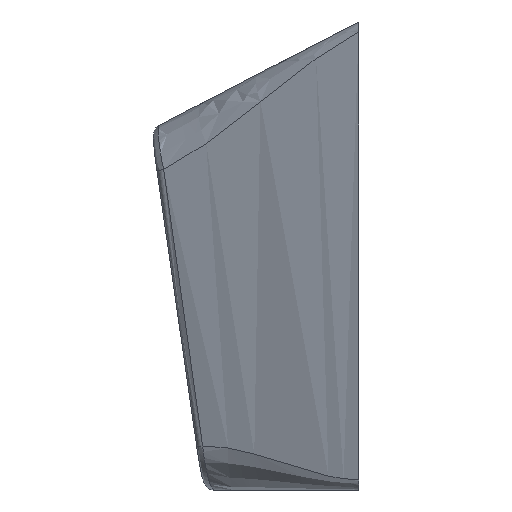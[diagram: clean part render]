
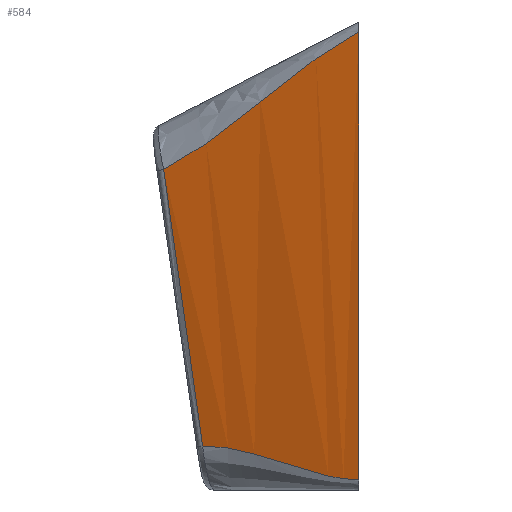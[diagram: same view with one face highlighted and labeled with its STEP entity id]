
A CAD part, left-side view. The second image highlights one B-rep face of the part: STEP entity #584.
In plain terms, the highlighted free-form (B-spline) face has degree [3, 1] with [6, 2] control points.
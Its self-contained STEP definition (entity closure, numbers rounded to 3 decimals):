
#367=VERTEX_POINT('',#368);
#368=CARTESIAN_POINT('',(0.0,0.0,-0.379));
#380=EDGE_CURVE('',#367,#381,#383,.F.);
#381=VERTEX_POINT('',#382);
#382=CARTESIAN_POINT('',(0.0,0.0,-17.6));
#383=LINE('',#384,#385);
#384=CARTESIAN_POINT('',(0.0,0.0,0.0));
#385=VECTOR('',#386,1.0);
#386=DIRECTION('',(0.0,0.0,1.0));
#584=ADVANCED_FACE('',(#585),#692,.F.);
#585=FACE_BOUND('',#586,.T.);
#586=EDGE_LOOP('',(#587,#629,#644,#691));
#587=ORIENTED_EDGE('',*,*,#588,.T.);
#588=EDGE_CURVE('',#367,#589,#591,.T.);
#589=VERTEX_POINT('',#590);
#590=CARTESIAN_POINT('',(2.898,7.498,-5.677));
#591=B_SPLINE_CURVE_WITH_KNOTS('',4,(#592,#593,#594,#595,#596,#597,#598,#599,#600,#601,#602,#603,#604,#605,#606,#607,#608,#609,#610,#611,#612,#613,#614,#615,#616,#617,#618,#619,#620,#621,#622,#623,#624,#625,#626,#627,#628),.UNSPECIFIED.,.F.,.U.,(5,4,4,4,4,4,4,4,4,5),(0.0,0.125,0.25,0.375,0.5,0.625,0.75,0.875,0.938,0.981),.UNSPECIFIED.);
#592=CARTESIAN_POINT('',(0.,0.,-0.379));
#593=CARTESIAN_POINT('',(0.093,0.246,-0.511));
#594=CARTESIAN_POINT('',(0.187,0.496,-0.655));
#595=CARTESIAN_POINT('',(0.283,0.75,-0.811));
#596=CARTESIAN_POINT('',(0.38,1.007,-0.979));
#597=CARTESIAN_POINT('',(0.468,1.239,-1.131));
#598=CARTESIAN_POINT('',(0.559,1.479,-1.295));
#599=CARTESIAN_POINT('',(0.652,1.725,-1.471));
#600=CARTESIAN_POINT('',(0.749,1.978,-1.657));
#601=CARTESIAN_POINT('',(0.831,2.194,-1.817));
#602=CARTESIAN_POINT('',(0.919,2.424,-1.992));
#603=CARTESIAN_POINT('',(1.012,2.668,-2.182));
#604=CARTESIAN_POINT('',(1.112,2.926,-2.387));
#605=CARTESIAN_POINT('',(1.178,3.099,-2.524));
#606=CARTESIAN_POINT('',(1.261,3.314,-2.696));
#607=CARTESIAN_POINT('',(1.36,3.569,-2.902));
#608=CARTESIAN_POINT('',(1.474,3.863,-3.139));
#609=CARTESIAN_POINT('',(1.606,4.202,-3.412));
#610=CARTESIAN_POINT('',(1.711,4.471,-3.627));
#611=CARTESIAN_POINT('',(1.789,4.671,-3.784));
#612=CARTESIAN_POINT('',(1.841,4.803,-3.887));
#613=CARTESIAN_POINT('',(1.946,5.069,-4.094));
#614=CARTESIAN_POINT('',(2.043,5.317,-4.282));
#615=CARTESIAN_POINT('',(2.133,5.546,-4.451));
#616=CARTESIAN_POINT('',(2.216,5.757,-4.6));
#617=CARTESIAN_POINT('',(2.319,6.019,-4.786));
#618=CARTESIAN_POINT('',(2.418,6.269,-4.956));
#619=CARTESIAN_POINT('',(2.512,6.509,-5.111));
#620=CARTESIAN_POINT('',(2.602,6.739,-5.251));
#621=CARTESIAN_POINT('',(2.651,6.865,-5.327));
#622=CARTESIAN_POINT('',(2.701,6.992,-5.401));
#623=CARTESIAN_POINT('',(2.75,7.118,-5.473));
#624=CARTESIAN_POINT('',(2.8,7.245,-5.542));
#625=CARTESIAN_POINT('',(2.8,7.247,-5.543));
#626=CARTESIAN_POINT('',(2.817,7.289,-5.565));
#627=CARTESIAN_POINT('',(2.85,7.373,-5.61));
#628=CARTESIAN_POINT('',(2.898,7.498,-5.677));
#629=ORIENTED_EDGE('',*,*,#630,.T.);
#630=EDGE_CURVE('',#589,#631,#633,.T.);
#631=VERTEX_POINT('',#632);
#632=CARTESIAN_POINT('',(2.884,6.001,-16.306));
#633=B_SPLINE_CURVE_WITH_KNOTS('',3,(#634,#635,#636,#637,#638,#639,#640,#641,#642,#643),.UNSPECIFIED.,.F.,.U.,(4,2,2,2,4),(-4.768,0.,5.966,10.734,15.502),.UNSPECIFIED.);
#634=CARTESIAN_POINT('',(2.904,8.166,-0.957));
#635=CARTESIAN_POINT('',(2.902,7.943,-2.53));
#636=CARTESIAN_POINT('',(2.9,7.72,-4.104));
#637=CARTESIAN_POINT('',(2.896,7.219,-7.646));
#638=CARTESIAN_POINT('',(2.893,6.941,-9.615));
#639=CARTESIAN_POINT('',(2.888,6.442,-13.158));
#640=CARTESIAN_POINT('',(2.886,6.221,-14.732));
#641=CARTESIAN_POINT('',(2.882,5.78,-17.88));
#642=CARTESIAN_POINT('',(2.88,5.561,-19.454));
#643=CARTESIAN_POINT('',(2.878,5.342,-21.028));
#644=ORIENTED_EDGE('',*,*,#645,.T.);
#645=EDGE_CURVE('',#631,#381,#646,.T.);
#646=B_SPLINE_CURVE_WITH_KNOTS('',4,(#647,#648,#649,#650,#651,#652,#653,#654,#655,#656,#657,#658,#659,#660,#661,#662,#663,#664,#665,#666,#667,#668,#669,#670,#671,#672,#673,#674,#675,#676,#677,#678,#679,#680,#681,#682,#683,#684,#685,#686,#687,#688,#689,#690),.UNSPECIFIED.,.F.,.U.,(5,4,4,4,4,4,4,3,4,4,4,5),(0.039,0.063,0.125,0.25,0.375,0.438,0.5,0.507,0.625,0.75,0.875,1.0),.UNSPECIFIED.);
#647=CARTESIAN_POINT('',(2.884,6.001,-16.306));
#648=CARTESIAN_POINT('',(2.866,5.963,-16.306));
#649=CARTESIAN_POINT('',(2.848,5.925,-16.306));
#650=CARTESIAN_POINT('',(2.831,5.888,-16.306));
#651=CARTESIAN_POINT('',(2.813,5.852,-16.307));
#652=CARTESIAN_POINT('',(2.769,5.757,-16.308));
#653=CARTESIAN_POINT('',(2.723,5.66,-16.313));
#654=CARTESIAN_POINT('',(2.676,5.562,-16.319));
#655=CARTESIAN_POINT('',(2.628,5.461,-16.329));
#656=CARTESIAN_POINT('',(2.544,5.282,-16.346));
#657=CARTESIAN_POINT('',(2.455,5.092,-16.372));
#658=CARTESIAN_POINT('',(2.36,4.891,-16.407));
#659=CARTESIAN_POINT('',(2.261,4.679,-16.452));
#660=CARTESIAN_POINT('',(2.184,4.514,-16.488));
#661=CARTESIAN_POINT('',(2.097,4.329,-16.532));
#662=CARTESIAN_POINT('',(2.,4.123,-16.587));
#663=CARTESIAN_POINT('',(1.894,3.898,-16.653));
#664=CARTESIAN_POINT('',(1.858,3.821,-16.675));
#665=CARTESIAN_POINT('',(1.815,3.731,-16.702));
#666=CARTESIAN_POINT('',(1.765,3.626,-16.735));
#667=CARTESIAN_POINT('',(1.709,3.508,-16.772));
#668=CARTESIAN_POINT('',(1.625,3.33,-16.828));
#669=CARTESIAN_POINT('',(1.566,3.207,-16.868));
#670=CARTESIAN_POINT('',(1.532,3.136,-16.891));
#671=CARTESIAN_POINT('',(1.524,3.118,-16.897));
#672=CARTESIAN_POINT('',(1.518,3.105,-16.901));
#673=CARTESIAN_POINT('',(1.512,3.093,-16.905));
#674=CARTESIAN_POINT('',(1.506,3.081,-16.909));
#675=CARTESIAN_POINT('',(1.397,2.853,-16.984));
#676=CARTESIAN_POINT('',(1.304,2.66,-17.047));
#677=CARTESIAN_POINT('',(1.222,2.488,-17.103));
#678=CARTESIAN_POINT('',(1.149,2.338,-17.15));
#679=CARTESIAN_POINT('',(1.047,2.128,-17.217));
#680=CARTESIAN_POINT('',(0.95,1.928,-17.277));
#681=CARTESIAN_POINT('',(0.858,1.738,-17.33));
#682=CARTESIAN_POINT('',(0.77,1.559,-17.376));
#683=CARTESIAN_POINT('',(0.67,1.354,-17.429));
#684=CARTESIAN_POINT('',(0.572,1.156,-17.474));
#685=CARTESIAN_POINT('',(0.478,0.964,-17.511));
#686=CARTESIAN_POINT('',(0.386,0.779,-17.539));
#687=CARTESIAN_POINT('',(0.288,0.581,-17.569));
#688=CARTESIAN_POINT('',(0.191,0.386,-17.589));
#689=CARTESIAN_POINT('',(0.095,0.192,-17.6));
#690=CARTESIAN_POINT('',(0.,0.,-17.6));
#691=ORIENTED_EDGE('',*,*,#380,.F.);
#692=B_SPLINE_SURFACE_WITH_KNOTS('',3,1,((#693,#694),(#695,#696),(#697,#698),(#699,#700),(#701,#702),(#703,#704)),.UNSPECIFIED.,.F.,.F.,.U.,(4,2,4),(2,2),(0.0,0.5,1.0),(0.0,1.0),.UNSPECIFIED.);
#693=CARTESIAN_POINT('',(3.0,8.0,-4.144));
#694=CARTESIAN_POINT('',(3.0,6.0,-18.0));
#695=CARTESIAN_POINT('',(2.5,6.667,-3.453));
#696=CARTESIAN_POINT('',(2.5,5.0,-18.0));
#697=CARTESIAN_POINT('',(2.0,5.333,-2.762));
#698=CARTESIAN_POINT('',(2.0,4.0,-18.0));
#699=CARTESIAN_POINT('',(1.0,2.667,-1.381));
#700=CARTESIAN_POINT('',(1.0,2.0,-18.0));
#701=CARTESIAN_POINT('',(0.5,1.333,-0.691));
#702=CARTESIAN_POINT('',(0.5,1.0,-18.0));
#703=CARTESIAN_POINT('',(0.,0.,0.));
#704=CARTESIAN_POINT('',(0.0,0.0,-18.0));
